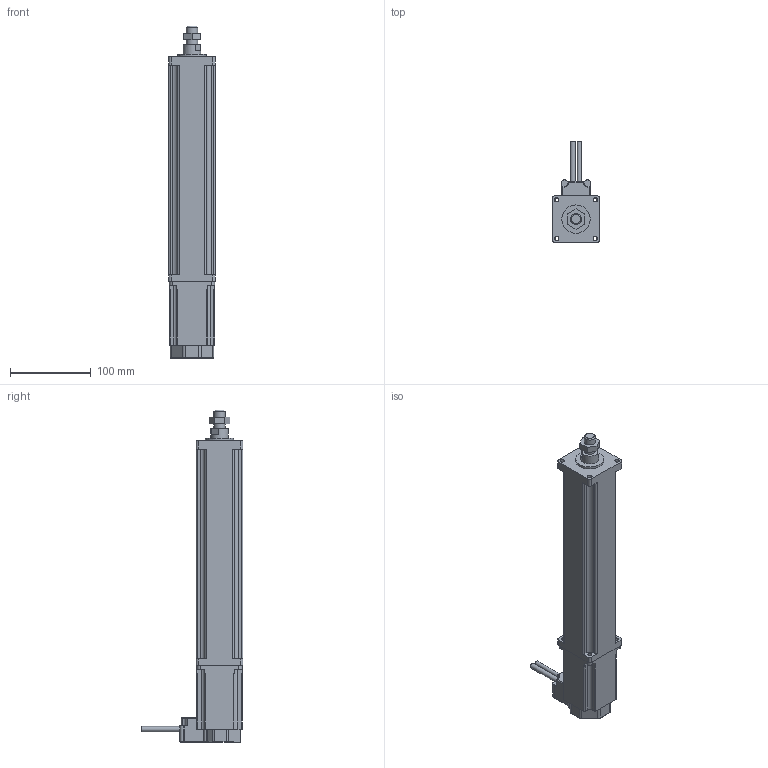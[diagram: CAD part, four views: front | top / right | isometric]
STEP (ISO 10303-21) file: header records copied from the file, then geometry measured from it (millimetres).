
FILE_DESCRIPTION(/* description */ ('Alibre Inc.'),/* implementation_level */ '2;1');
FILE_NAME(/* name */ 'export0',/* time_stamp */ '2007-03-06T15:18:21-05:00',/* author */ (''),/* organization */ (''),/* preprocessor_version */ 'ST-DEVELOPER v10',/* originating_system */ 'Alibre',/* authorisation */ '');
FILE_SCHEMA (('CONFIG_CONTROL_DESIGN'));
Length unit declared in the file: centimetre
Products named in the file (3): ID_1; ID_2
Bounding box: 58 x 126.32 x 411.5 mm (x, y, z)
Volume: 1117414 mm3; surface area: 105866.2 mm2
Topology: 3 solids, 3 shells, 220 faces, 571 edges, 365 vertices
Faces by surface type: cylinder 101, plane 94, torus 20, sphere 4, cone 1
Full cylindrical faces by diameter (mm): 3.5 x2, 4.5 x8, 5.5 x5, 6.5 x1, 8 x2, 14 x2, 22 x1, 35 x1, 38.13 x2
Entity records: 6646 total; most frequent: CARTESIAN_POINT 1085, DIRECTION 1073, ORIENTED_EDGE 1066, EDGE_CURVE 533, AXIS2_PLACEMENT_3D 445, VERTEX_POINT 356, VECTOR 284, LINE 284
